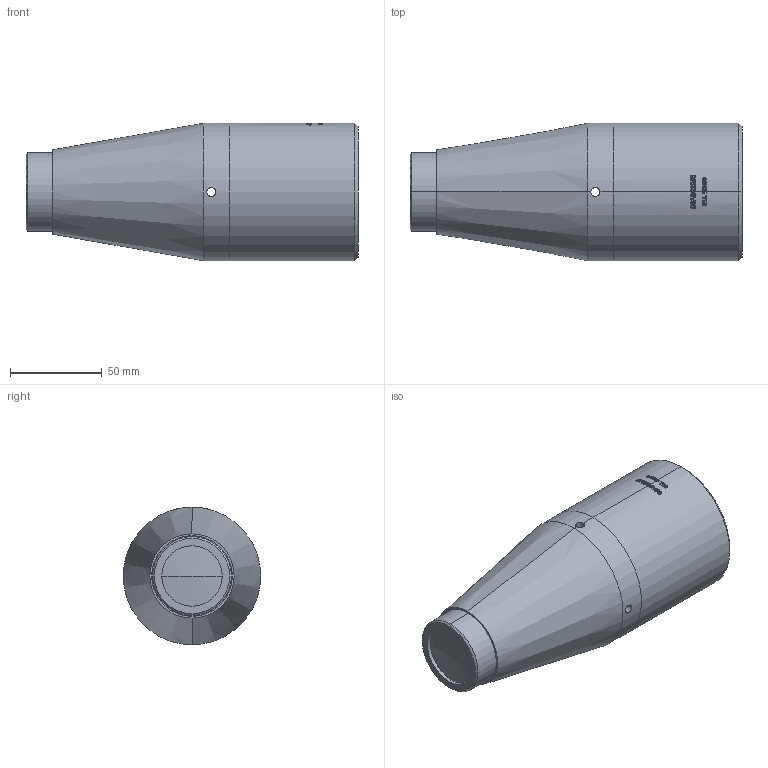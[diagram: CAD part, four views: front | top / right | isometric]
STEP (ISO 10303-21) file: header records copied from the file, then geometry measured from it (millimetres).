
FILE_DESCRIPTION (( 'STEP AP203' ), '1' );
FILE_NAME ('S6ASS2255_01.STEP', '2022-03-18T08:35:38', ( '' ), ( '' ), 'SwSTEP 2.0', 'SolidWorks 2021', '' );
FILE_SCHEMA (( 'CONFIG_CONTROL_DESIGN' ));
Length unit declared in the file: millimetre
Products named in the file (6): 293002_Gravur; 293008; S6LMP2256_085; S6ASS2255_01; 293007; S6LMN2255_085
Assembly tree (5 placements, depth 2):
  S6ASS2255_01
    S6LMN2255_085
    S6LMP2256_085
    293002_Gravur
    293007
    293008
Bounding box: 181.13 x 75 x 75 mm (x, y, z)
Volume: 156111 mm3; surface area: 99204.8 mm2
Topology: 5 solids, 5 shells, 429 faces, 1090 edges, 702 vertices
Faces by surface type: bspline 186, cylinder 90, plane 83, cone 42, torus 20, sphere 8
Entity records: 33902 total; most frequent: CARTESIAN_POINT 24427, ORIENTED_EDGE 2180, DIRECTION 1255, EDGE_CURVE 1090, VERTEX_POINT 702, B_SPLINE_CURVE_WITH_KNOTS 613, AXIS2_PLACEMENT_3D 527, EDGE_LOOP 474
